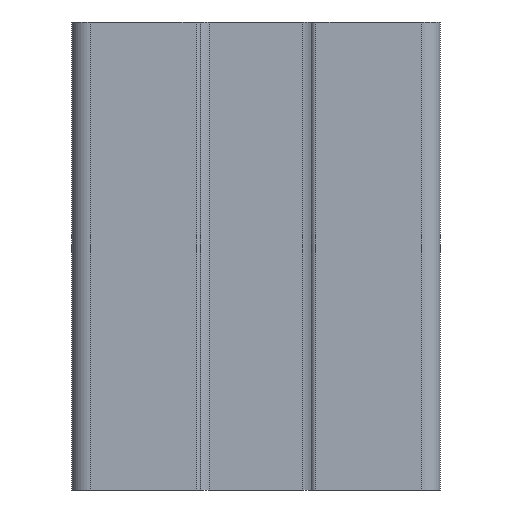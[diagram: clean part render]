
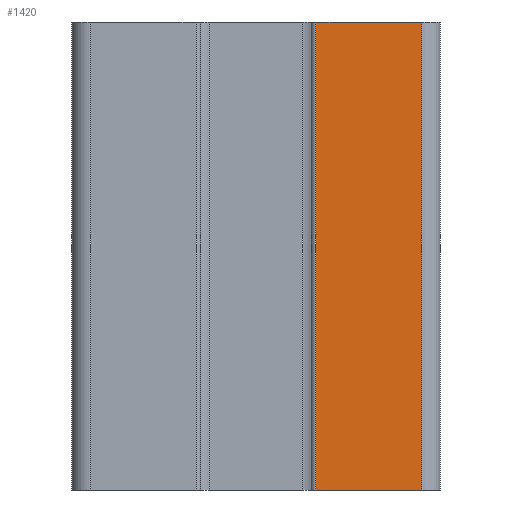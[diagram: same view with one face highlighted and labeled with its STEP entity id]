
A CAD part, front view. The second image highlights one B-rep face of the part: STEP entity #1420.
In plain terms, the highlighted planar face has unit normal (0, -1, 0).
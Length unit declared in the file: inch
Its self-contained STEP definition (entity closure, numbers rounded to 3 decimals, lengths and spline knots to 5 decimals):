
#21=PLANE('',#1527);
#64=FACE_OUTER_BOUND('',#139,.T.);
#139=EDGE_LOOP('',(#972,#973,#974,#975));
#224=LINE('',#2159,#369);
#225=LINE('',#2162,#370);
#226=LINE('',#2164,#371);
#227=LINE('',#2165,#372);
#369=VECTOR('',#1714,0.3937);
#370=VECTOR('',#1717,0.3937);
#371=VECTOR('',#1718,0.3937);
#372=VECTOR('',#1719,0.3937);
#589=VERTEX_POINT('',#2155);
#590=VERTEX_POINT('',#2157);
#591=VERTEX_POINT('',#2161);
#592=VERTEX_POINT('',#2163);
#744=EDGE_CURVE('',#589,#590,#224,.T.);
#745=EDGE_CURVE('',#591,#589,#225,.T.);
#746=EDGE_CURVE('',#592,#590,#226,.T.);
#747=EDGE_CURVE('',#591,#592,#227,.T.);
#972=ORIENTED_EDGE('',*,*,#745,.T.);
#973=ORIENTED_EDGE('',*,*,#744,.T.);
#974=ORIENTED_EDGE('',*,*,#746,.F.);
#975=ORIENTED_EDGE('',*,*,#747,.F.);
#1420=ADVANCED_FACE('',(#64),#21,.T.);
#1527=AXIS2_PLACEMENT_3D('',#2160,#1715,#1716);
#1714=DIRECTION('',(0.,0.,1.));
#1715=DIRECTION('center_axis',(0.,-1.,0.));
#1716=DIRECTION('ref_axis',(1.,0.,0.));
#1717=DIRECTION('',(1.,0.,0.));
#1718=DIRECTION('',(1.,0.,0.));
#1719=DIRECTION('',(0.,0.,1.));
#2155=CARTESIAN_POINT('',(0.35433,-0.3937,0.));
#2157=CARTESIAN_POINT('',(0.35433,-0.3937,1.));
#2159=CARTESIAN_POINT('',(0.35433,-0.3937,0.));
#2160=CARTESIAN_POINT('Origin',(0.12795,-0.3937,0.));
#2161=CARTESIAN_POINT('',(0.12795,-0.3937,0.));
#2162=CARTESIAN_POINT('',(0.12795,-0.3937,0.));
#2163=CARTESIAN_POINT('',(0.12795,-0.3937,1.));
#2164=CARTESIAN_POINT('',(0.12795,-0.3937,1.));
#2165=CARTESIAN_POINT('',(0.12795,-0.3937,0.));
